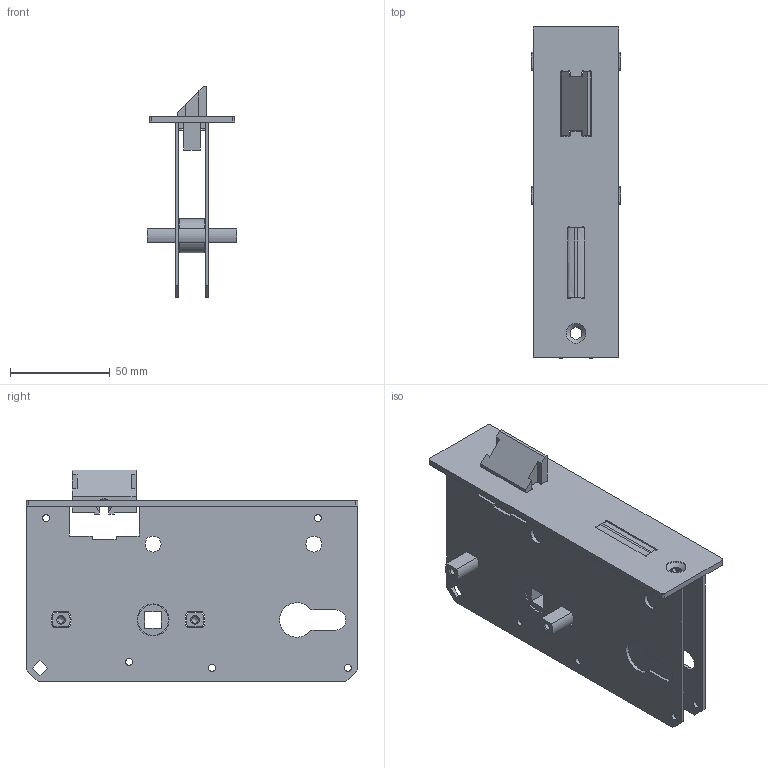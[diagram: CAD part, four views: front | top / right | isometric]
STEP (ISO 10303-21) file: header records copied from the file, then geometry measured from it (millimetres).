
FILE_DESCRIPTION (( 'STEP AP203' ), '1' );
FILE_NAME ('59104-S.step', '2023-12-04T15:45:35', ( '' ), ( '' ), 'SwSTEP 2.0', 'SolidWorks 2018', '' );
FILE_SCHEMA (( 'CONFIG_CONTROL_DESIGN' ));
Length unit declared in the file: millimetre
Products named in the file (5): Schlosskasten Teil3 Konfig_59XXX-240 Teil3; Schlosskasten Teil4 Konfig_59XXX-240 Teil4; Schlosskasten Teil2 Konfig_59104-240 Teil2; 59104-S; Schlosskasten Teil5 Konfig_59XXX-240 Teil5
Assembly tree (4 placements, depth 2):
  59104-S
    Schlosskasten Teil2 Konfig_59104-240 Teil2
    Schlosskasten Teil3 Konfig_59XXX-240 Teil3
    Schlosskasten Teil4 Konfig_59XXX-240 Teil4
    Schlosskasten Teil5 Konfig_59XXX-240 Teil5
Bounding box: 45 x 166 x 106 mm (x, y, z)
Volume: 82000.9 mm3; surface area: 80071.4 mm2
Topology: 8 solids, 8 shells, 454 faces, 1252 edges, 838 vertices
Faces by surface type: plane 261, bspline 111, cylinder 71, cone 11
Full cylindrical faces by diameter (mm): 3.3 x4, 3.5 x10, 6 x1, 8 x4, 10 x1, 15.5 x2, 16 x2, 17 x1
Entity records: 19797 total; most frequent: CARTESIAN_POINT 8516, ORIENTED_EDGE 2388, DIRECTION 1812, EDGE_CURVE 1194, VECTOR 816, LINE 816, VERTEX_POINT 814, EDGE_LOOP 568
